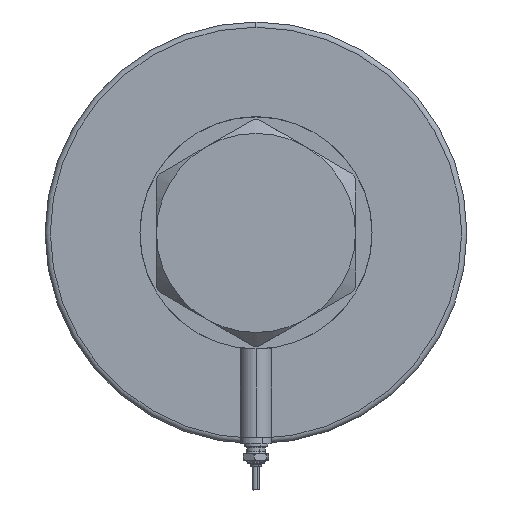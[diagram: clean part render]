
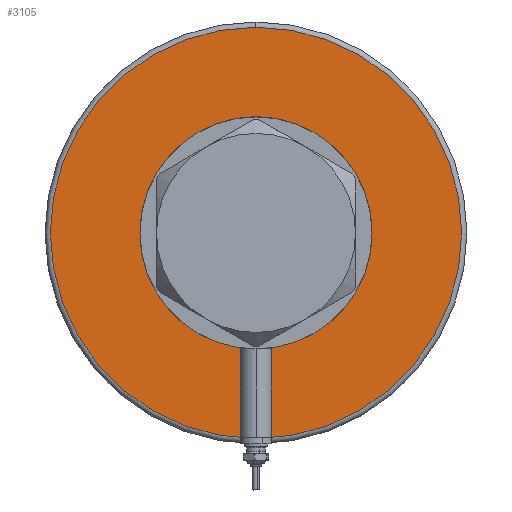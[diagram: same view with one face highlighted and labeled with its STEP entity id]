
A CAD part, left-side view. The second image highlights one B-rep face of the part: STEP entity #3105.
In plain terms, the highlighted face is planar.
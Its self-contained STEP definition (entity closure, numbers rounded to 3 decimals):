
#354 = VERTEX_POINT ( 'NONE', #1942 ) ;
#396 = AXIS2_PLACEMENT_3D ( 'NONE', #1117, #2048, #2465 ) ;
#456 = CIRCLE ( 'NONE', #3746, 78. ) ;
#1052 = CARTESIAN_POINT ( 'NONE',  ( -37.5, 0., 0. ) ) ;
#1117 = CARTESIAN_POINT ( 'NONE',  ( 0., 0., 0. ) ) ;
#1528 = FACE_BOUND ( 'NONE', #2840, .T. ) ;
#1561 = EDGE_CURVE ( 'NONE', #5599, #2519, #1895, .T. ) ;
#1681 = CARTESIAN_POINT ( 'NONE',  ( 37.5, 0., 0. ) ) ;
#1788 = ORIENTED_EDGE ( 'NONE', *, *, #5549, .T. ) ;
#1789 = AXIS2_PLACEMENT_3D ( 'NONE', #3805, #5411, #5316 ) ;
#1895 = CIRCLE ( 'NONE', #5820, 37.5 ) ;
#1942 = CARTESIAN_POINT ( 'NONE',  ( 78., 0., 0. ) ) ;
#1997 = AXIS2_PLACEMENT_3D ( 'NONE', #3479, #5091, #4599 ) ;
#2048 = DIRECTION ( 'NONE',  ( 0., 0., 1. ) ) ;
#2432 = CARTESIAN_POINT ( 'NONE',  ( 0., 0., 0. ) ) ;
#2465 = DIRECTION ( 'NONE',  ( 1., 0., 0. ) ) ;
#2519 = VERTEX_POINT ( 'NONE', #1681 ) ;
#2673 = DIRECTION ( 'NONE',  ( 1., 0., 0. ) ) ;
#2707 = ORIENTED_EDGE ( 'NONE', *, *, #1561, .T. ) ;
#2840 = EDGE_LOOP ( 'NONE', ( #1788, #2707 ) ) ;
#2925 = DIRECTION ( 'NONE',  ( 0., 0., 1. ) ) ;
#3053 = EDGE_CURVE ( 'NONE', #4297, #354, #5302, .T. ) ;
#3105 = ADVANCED_FACE ( 'NONE', ( #5021, #1528 ), #6032, .F. ) ;
#3360 = EDGE_CURVE ( 'NONE', #354, #4297, #456, .T. ) ;
#3466 = ORIENTED_EDGE ( 'NONE', *, *, #3053, .T. ) ;
#3479 = CARTESIAN_POINT ( 'NONE',  ( 0., 0., 0. ) ) ;
#3649 = CARTESIAN_POINT ( 'NONE',  ( 0., 0., 0. ) ) ;
#3746 = AXIS2_PLACEMENT_3D ( 'NONE', #3649, #4725, #2673 ) ;
#3805 = CARTESIAN_POINT ( 'NONE',  ( 0., 0., 0. ) ) ;
#4297 = VERTEX_POINT ( 'NONE', #5870 ) ;
#4599 = DIRECTION ( 'NONE',  ( 1., 0., 0. ) ) ;
#4725 = DIRECTION ( 'NONE',  ( 0., 0., -1. ) ) ;
#5021 = FACE_OUTER_BOUND ( 'NONE', #6169, .T. ) ;
#5091 = DIRECTION ( 'NONE',  ( 0., 0., 1. ) ) ;
#5302 = CIRCLE ( 'NONE', #1789, 78. ) ;
#5316 = DIRECTION ( 'NONE',  ( 1., 0., 0. ) ) ;
#5411 = DIRECTION ( 'NONE',  ( 0., 0., -1. ) ) ;
#5549 = EDGE_CURVE ( 'NONE', #2519, #5599, #5987, .T. ) ;
#5599 = VERTEX_POINT ( 'NONE', #1052 ) ;
#5820 = AXIS2_PLACEMENT_3D ( 'NONE', #2432, #2925, #5926 ) ;
#5870 = CARTESIAN_POINT ( 'NONE',  ( -78., 0., 0. ) ) ;
#5918 = ORIENTED_EDGE ( 'NONE', *, *, #3360, .T. ) ;
#5926 = DIRECTION ( 'NONE',  ( 1., 0., 0. ) ) ;
#5987 = CIRCLE ( 'NONE', #396, 37.5 ) ;
#6032 = PLANE ( 'NONE',  #1997 ) ;
#6169 = EDGE_LOOP ( 'NONE', ( #5918, #3466 ) ) ;
